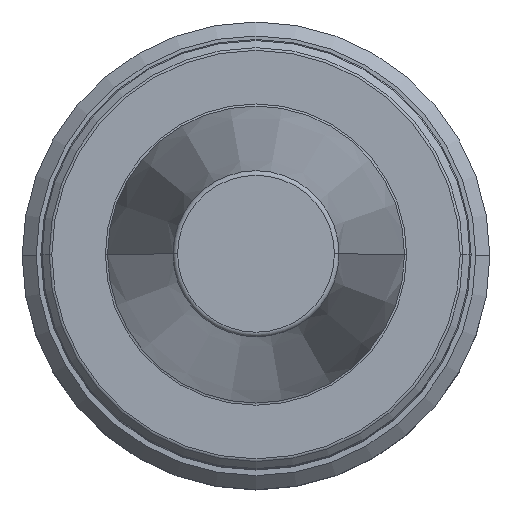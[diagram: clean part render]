
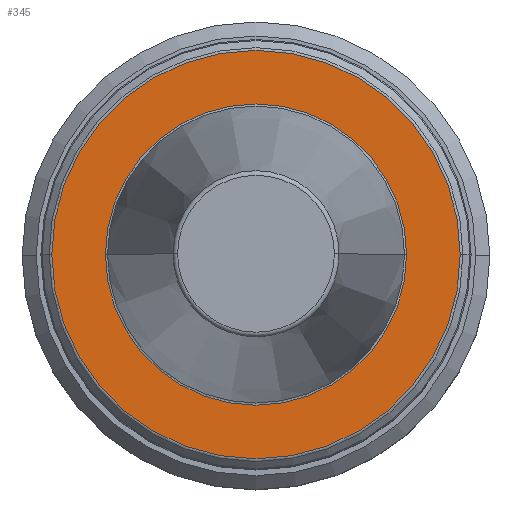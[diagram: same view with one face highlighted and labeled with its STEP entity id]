
A CAD part, top view. The second image highlights one B-rep face of the part: STEP entity #345.
In plain terms, the highlighted planar face has unit normal (0, 0, 1).
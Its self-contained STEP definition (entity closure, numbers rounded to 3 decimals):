
#42 = AXIS2_PLACEMENT_3D ( 'NONE', #536, #1213, #198 ) ;
#46 = AXIS2_PLACEMENT_3D ( 'NONE', #424, #1337, #210 ) ;
#120 = DIRECTION ( 'NONE',  ( 0., 0., 1. ) ) ;
#129 = CARTESIAN_POINT ( 'NONE',  ( -21.834, 0., -2. ) ) ;
#151 = EDGE_LOOP ( 'NONE', ( #977, #1164 ) ) ;
#191 = CARTESIAN_POINT ( 'NONE',  ( 0., 0., -2. ) ) ;
#198 = DIRECTION ( 'NONE',  ( 1., 0., 0. ) ) ;
#210 = DIRECTION ( 'NONE',  ( 1., 0., 0. ) ) ;
#221 = EDGE_LOOP ( 'NONE', ( #1319, #262 ) ) ;
#259 = EDGE_CURVE ( 'NONE', #1119, #685, #462, .T. ) ;
#262 = ORIENTED_EDGE ( 'NONE', *, *, #926, .F. ) ;
#311 = CARTESIAN_POINT ( 'NONE',  ( 21.834, 0., -2. ) ) ;
#313 = CARTESIAN_POINT ( 'NONE',  ( 0., 0., -2. ) ) ;
#345 = ADVANCED_FACE ( 'NONE', ( #386, #354 ), #884, .T. ) ;
#354 = FACE_BOUND ( 'NONE', #221, .T. ) ;
#386 = FACE_OUTER_BOUND ( 'NONE', #151, .T. ) ;
#424 = CARTESIAN_POINT ( 'NONE',  ( 0., 0., -2. ) ) ;
#428 = DIRECTION ( 'NONE',  ( 1., 0., 0. ) ) ;
#435 = DIRECTION ( 'NONE',  ( 1., 0., 0. ) ) ;
#456 = AXIS2_PLACEMENT_3D ( 'NONE', #191, #853, #864 ) ;
#462 = CIRCLE ( 'NONE', #456, 21.834 ) ;
#511 = EDGE_CURVE ( 'NONE', #685, #1119, #846, .T. ) ;
#536 = CARTESIAN_POINT ( 'NONE',  ( 0., 0., -2. ) ) ;
#661 = CIRCLE ( 'NONE', #1226, 16.1 ) ;
#685 = VERTEX_POINT ( 'NONE', #129 ) ;
#698 = CARTESIAN_POINT ( 'NONE',  ( 16.1, 0., -2. ) ) ;
#786 = VERTEX_POINT ( 'NONE', #698 ) ;
#787 = VERTEX_POINT ( 'NONE', #1423 ) ;
#846 = CIRCLE ( 'NONE', #42, 21.834 ) ;
#853 = DIRECTION ( 'NONE',  ( 0., 0., 1. ) ) ;
#864 = DIRECTION ( 'NONE',  ( 1., 0., 0. ) ) ;
#884 = PLANE ( 'NONE',  #46 ) ;
#916 = CARTESIAN_POINT ( 'NONE',  ( 0., 0., -2. ) ) ;
#926 = EDGE_CURVE ( 'NONE', #787, #786, #1222, .T. ) ;
#933 = EDGE_CURVE ( 'NONE', #786, #787, #661, .T. ) ;
#977 = ORIENTED_EDGE ( 'NONE', *, *, #259, .T. ) ;
#992 = DIRECTION ( 'NONE',  ( 0., 0., 1. ) ) ;
#1119 = VERTEX_POINT ( 'NONE', #311 ) ;
#1164 = ORIENTED_EDGE ( 'NONE', *, *, #511, .T. ) ;
#1175 = AXIS2_PLACEMENT_3D ( 'NONE', #916, #120, #428 ) ;
#1213 = DIRECTION ( 'NONE',  ( 0., 0., 1. ) ) ;
#1222 = CIRCLE ( 'NONE', #1175, 16.1 ) ;
#1226 = AXIS2_PLACEMENT_3D ( 'NONE', #313, #992, #435 ) ;
#1319 = ORIENTED_EDGE ( 'NONE', *, *, #933, .F. ) ;
#1337 = DIRECTION ( 'NONE',  ( 0., 0., 1. ) ) ;
#1423 = CARTESIAN_POINT ( 'NONE',  ( -16.1, 0., -2. ) ) ;
